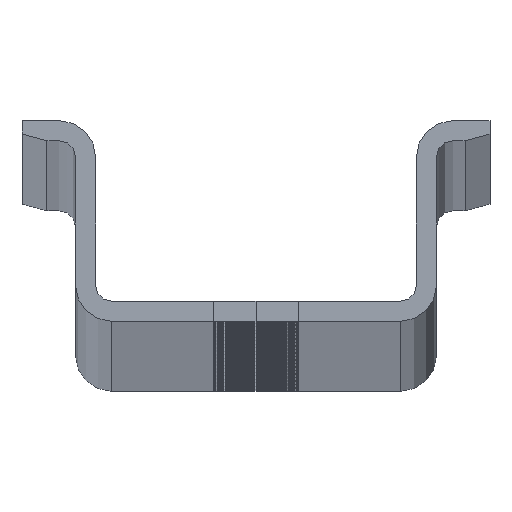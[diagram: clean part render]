
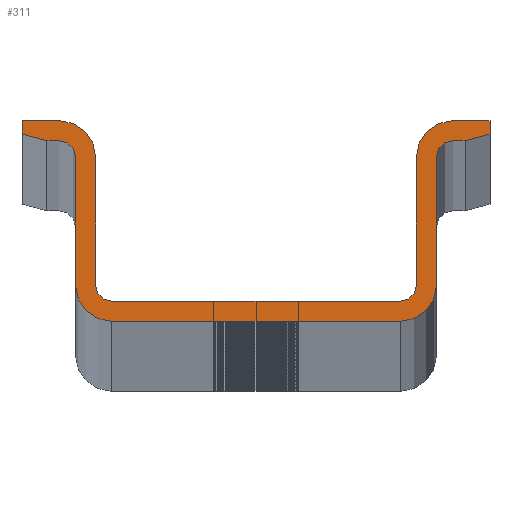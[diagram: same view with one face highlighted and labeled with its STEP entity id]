
A CAD part, top view. The second image highlights one B-rep face of the part: STEP entity #311.
In plain terms, the highlighted planar face has unit normal (0, 0, 1).
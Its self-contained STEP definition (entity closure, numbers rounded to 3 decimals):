
#311=ADVANCED_FACE('NONE',(#1441),#1442,.T.);
#1441=FACE_OUTER_BOUND('',#3169,.T.);
#1442=PLANE('',#3170);
#3169=EDGE_LOOP('',(#6840,#6841,#6842,#6843,#6844,#6845,#6846,#6847,#6848,#6849,#6850,#6851,#6852,#6853,#6854,#6855,#6856,#6857,#6858,#6859,#6860,#6861));
#3170=AXIS2_PLACEMENT_3D('',#6862,#6863,#6864);
#6840=ORIENTED_EDGE('',*,*,#12440,.T.);
#6841=ORIENTED_EDGE('',*,*,#12441,.F.);
#6842=ORIENTED_EDGE('',*,*,#12438,.T.);
#6843=ORIENTED_EDGE('',*,*,#11913,.T.);
#6844=ORIENTED_EDGE('',*,*,#11917,.T.);
#6845=ORIENTED_EDGE('',*,*,#11920,.T.);
#6846=ORIENTED_EDGE('',*,*,#11892,.T.);
#6847=ORIENTED_EDGE('',*,*,#11922,.T.);
#6848=ORIENTED_EDGE('',*,*,#11896,.T.);
#6849=ORIENTED_EDGE('',*,*,#11925,.T.);
#6850=ORIENTED_EDGE('',*,*,#11928,.T.);
#6851=ORIENTED_EDGE('',*,*,#11930,.T.);
#6852=ORIENTED_EDGE('',*,*,#11935,.T.);
#6853=ORIENTED_EDGE('',*,*,#12416,.T.);
#6854=ORIENTED_EDGE('',*,*,#12419,.T.);
#6855=ORIENTED_EDGE('',*,*,#12422,.T.);
#6856=ORIENTED_EDGE('',*,*,#11903,.F.);
#6857=ORIENTED_EDGE('',*,*,#12424,.T.);
#6858=ORIENTED_EDGE('',*,*,#11899,.F.);
#6859=ORIENTED_EDGE('',*,*,#11908,.T.);
#6860=ORIENTED_EDGE('',*,*,#11910,.T.);
#6861=ORIENTED_EDGE('',*,*,#12427,.T.);
#6862=CARTESIAN_POINT('',(10.495,-22.461,3000.0));
#6863=DIRECTION('',(0.0,0.0,1.0));
#6864=DIRECTION('',(1.0,0.0,0.0));
#11892=EDGE_CURVE('NONE',#15080,#15078,#15081,.T.);
#11896=EDGE_CURVE('NONE',#15088,#15086,#15089,.T.);
#11899=EDGE_CURVE('NONE',#15093,#15094,#15095,.T.);
#11903=EDGE_CURVE('NONE',#15101,#15102,#15103,.T.);
#11908=EDGE_CURVE('NONE',#15093,#15109,#15112,.T.);
#11910=EDGE_CURVE('NONE',#15109,#15114,#15115,.T.);
#11913=EDGE_CURVE('NONE',#15119,#15120,#15121,.T.);
#11917=EDGE_CURVE('NONE',#15120,#15127,#15128,.T.);
#11920=EDGE_CURVE('NONE',#15127,#15080,#15132,.T.);
#11922=EDGE_CURVE('NONE',#15078,#15088,#15134,.T.);
#11925=EDGE_CURVE('NONE',#15086,#15137,#15139,.T.);
#11928=EDGE_CURVE('NONE',#15137,#15141,#15144,.T.);
#11930=EDGE_CURVE('NONE',#15141,#15146,#15147,.T.);
#11935=EDGE_CURVE('NONE',#15146,#15153,#15155,.T.);
#12416=EDGE_CURVE('NONE',#15153,#15876,#15877,.T.);
#12419=EDGE_CURVE('NONE',#15876,#15881,#15882,.T.);
#12422=EDGE_CURVE('NONE',#15881,#15102,#15886,.T.);
#12424=EDGE_CURVE('NONE',#15101,#15094,#15888,.T.);
#12427=EDGE_CURVE('NONE',#15114,#15891,#15893,.T.);
#12438=EDGE_CURVE('NONE',#15908,#15119,#15909,.T.);
#12440=EDGE_CURVE('NONE',#15891,#15911,#15912,.T.);
#12441=EDGE_CURVE('NONE',#15908,#15911,#15913,.T.);
#15078=VERTEX_POINT('NONE',#19268);
#15080=VERTEX_POINT('NONE',#19271);
#15081=LINE('',#19272,#19273);
#15086=VERTEX_POINT('NONE',#19280);
#15088=VERTEX_POINT('NONE',#19283);
#15089=LINE('',#19284,#19285);
#15093=VERTEX_POINT('NONE',#19291);
#15094=VERTEX_POINT('NONE',#19292);
#15095=LINE('',#19293,#19294);
#15101=VERTEX_POINT('NONE',#19303);
#15102=VERTEX_POINT('NONE',#19304);
#15103=LINE('',#19305,#19306);
#15109=VERTEX_POINT('NONE',#19315);
#15112=LINE('',#19319,#19320);
#15114=VERTEX_POINT('NONE',#19323);
#15115=CIRCLE('',#19324,2.7);
#15119=VERTEX_POINT('NONE',#19329);
#15120=VERTEX_POINT('NONE',#19330);
#15121=LINE('',#19331,#19332);
#15127=VERTEX_POINT('NONE',#19341);
#15128=CIRCLE('',#19342,2.7);
#15132=LINE('',#19347,#19348);
#15134=LINE('',#19351,#19352);
#15137=VERTEX_POINT('NONE',#19356);
#15139=CIRCLE('',#19359,1.2);
#15141=VERTEX_POINT('NONE',#19361);
#15144=LINE('',#19365,#19366);
#15146=VERTEX_POINT('NONE',#19369);
#15147=CIRCLE('',#19370,2.7);
#15153=VERTEX_POINT('NONE',#19378);
#15155=LINE('',#19381,#19382);
#15876=VERTEX_POINT('NONE',#20343);
#15877=CIRCLE('',#20344,2.7);
#15881=VERTEX_POINT('NONE',#20349);
#15882=LINE('',#20350,#20351);
#15886=CIRCLE('',#20357,1.2);
#15888=LINE('',#20359,#20360);
#15891=VERTEX_POINT('NONE',#20364);
#15893=LINE('',#20367,#20368);
#15908=VERTEX_POINT('NONE',#20389);
#15909=CIRCLE('',#20390,1.2);
#15911=VERTEX_POINT('NONE',#20393);
#15912=CIRCLE('',#20394,1.2);
#15913=LINE('',#20395,#20396);
#19268=CARTESIAN_POINT('',(-6.7,14.,3000.0));
#19271=CARTESIAN_POINT('',(-6.7,15.,3000.0));
#19272=CARTESIAN_POINT('',(-6.7,-22.461,3000.0));
#19273=VECTOR('',#23748,1000.0);
#19280=CARTESIAN_POINT('',(-3.9,13.5,3000.0));
#19283=CARTESIAN_POINT('',(-4.834,13.5,3000.0));
#19284=CARTESIAN_POINT('',(10.495,13.5,3000.0));
#19285=VECTOR('',#23752,1000.0);
#19291=CARTESIAN_POINT('',(28.3,15.,3000.0));
#19292=CARTESIAN_POINT('',(28.3,14.0,3000.0));
#19293=CARTESIAN_POINT('',(28.3,-22.461,3000.0));
#19294=VECTOR('',#23755,1000.0);
#19303=CARTESIAN_POINT('',(26.434,13.5,3000.0));
#19304=CARTESIAN_POINT('',(25.5,13.5,3000.0));
#19305=CARTESIAN_POINT('',(10.495,13.5,3000.0));
#19306=VECTOR('',#23759,1000.0);
#19315=CARTESIAN_POINT('',(25.5,15.0,3000.0));
#19319=CARTESIAN_POINT('',(10.495,15.,3000.0));
#19320=VECTOR('',#23764,1000.0);
#19323=CARTESIAN_POINT('',(22.8,12.3,3000.0));
#19324=AXIS2_PLACEMENT_3D('',#23766,#23767,#23768);
#19329=CARTESIAN_POINT('',(-1.2,2.7,3000.0));
#19330=CARTESIAN_POINT('',(-1.2,12.3,3000.0));
#19331=CARTESIAN_POINT('',(-1.2,-22.461,3000.0));
#19332=VECTOR('',#23773,1000.0);
#19341=CARTESIAN_POINT('',(-3.9,15.,3000.0));
#19342=AXIS2_PLACEMENT_3D('',#23777,#23778,#23779);
#19347=CARTESIAN_POINT('',(10.495,15.,3000.0));
#19348=VECTOR('',#23784,1000.0);
#19351=CARTESIAN_POINT('',(-6.7,14.,3000.0));
#19352=VECTOR('',#23786,1000.0);
#19356=CARTESIAN_POINT('',(-2.7,12.3,3000.0));
#19359=AXIS2_PLACEMENT_3D('',#23789,#23790,#23791);
#19361=CARTESIAN_POINT('',(-2.7,2.7,3000.0));
#19365=CARTESIAN_POINT('',(-2.7,-22.461,3000.0));
#19366=VECTOR('',#23796,1000.0);
#19369=CARTESIAN_POINT('',(0.,0.,3000.0));
#19370=AXIS2_PLACEMENT_3D('',#23798,#23799,#23800);
#19378=CARTESIAN_POINT('',(21.6,0.,3000.0));
#19381=CARTESIAN_POINT('',(10.495,0.0,3000.0));
#19382=VECTOR('',#23807,1000.0);
#20343=CARTESIAN_POINT('',(24.3,2.7,3000.0));
#20344=AXIS2_PLACEMENT_3D('',#24768,#24769,#24770);
#20349=CARTESIAN_POINT('',(24.3,12.3,3000.0));
#20350=CARTESIAN_POINT('',(24.3,-22.461,3000.0));
#20351=VECTOR('',#24775,1000.0);
#20357=AXIS2_PLACEMENT_3D('',#24778,#24779,#24780);
#20359=CARTESIAN_POINT('',(26.434,13.5,3000.0));
#20360=VECTOR('',#24784,1000.0);
#20364=CARTESIAN_POINT('',(22.8,2.7,3000.0));
#20367=CARTESIAN_POINT('',(22.8,-22.461,3000.0));
#20368=VECTOR('',#24787,1000.0);
#20389=CARTESIAN_POINT('',(0.,1.5,3000.0));
#20390=AXIS2_PLACEMENT_3D('',#24806,#24807,#24808);
#20393=CARTESIAN_POINT('',(21.6,1.5,3000.0));
#20394=AXIS2_PLACEMENT_3D('',#24810,#24811,#24812);
#20395=CARTESIAN_POINT('',(10.495,1.5,3000.0));
#20396=VECTOR('',#24813,1000.0);
#23748=DIRECTION('',(-0.0,-1.0,-0.0));
#23752=DIRECTION('',(1.0,0.0,-0.0));
#23755=DIRECTION('',(-0.0,-1.0,-0.0));
#23759=DIRECTION('',(-1.0,-0.0,-0.0));
#23764=DIRECTION('',(-1.0,-0.0,0.0));
#23766=CARTESIAN_POINT('',(25.5,12.3,3000.0));
#23767=DIRECTION('',(0.0,0.0,1.0));
#23768=DIRECTION('',(-1.0,0.,0.0));
#23773=DIRECTION('',(-0.0,1.0,0.0));
#23777=CARTESIAN_POINT('',(-3.9,12.3,3000.0));
#23778=DIRECTION('',(0.0,0.0,1.0));
#23779=DIRECTION('',(-1.0,0.0,0.0));
#23784=DIRECTION('',(-1.0,-0.0,0.0));
#23786=DIRECTION('',(0.966,-0.259,0.0));
#23789=CARTESIAN_POINT('',(-3.9,12.3,3000.0));
#23790=DIRECTION('',(0.0,0.0,-1.0));
#23791=DIRECTION('',(-1.0,0.0,0.0));
#23796=DIRECTION('',(0.0,-1.0,-0.0));
#23798=CARTESIAN_POINT('',(0.,2.7,3000.0));
#23799=DIRECTION('',(0.0,0.0,1.0));
#23800=DIRECTION('',(-1.0,0.0,0.0));
#23807=DIRECTION('',(1.0,0.0,-0.0));
#24768=CARTESIAN_POINT('',(21.6,2.7,3000.0));
#24769=DIRECTION('',(0.0,0.0,1.0));
#24770=DIRECTION('',(-1.0,0.,0.0));
#24775=DIRECTION('',(-0.0,1.0,0.0));
#24778=CARTESIAN_POINT('',(25.5,12.3,3000.0));
#24779=DIRECTION('',(0.0,0.0,-1.0));
#24780=DIRECTION('',(-1.0,0.0,0.0));
#24784=DIRECTION('',(0.966,0.259,0.0));
#24787=DIRECTION('',(0.0,-1.0,-0.0));
#24806=CARTESIAN_POINT('',(0.,2.7,3000.0));
#24807=DIRECTION('',(0.0,0.0,-1.0));
#24808=DIRECTION('',(-1.0,0.0,0.0));
#24810=CARTESIAN_POINT('',(21.6,2.7,3000.0));
#24811=DIRECTION('',(0.0,0.0,-1.0));
#24812=DIRECTION('',(-1.0,0.0,0.0));
#24813=DIRECTION('',(1.0,0.0,-0.0));
